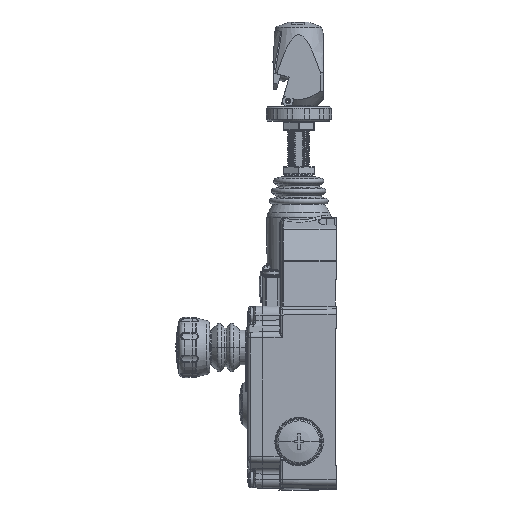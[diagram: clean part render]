
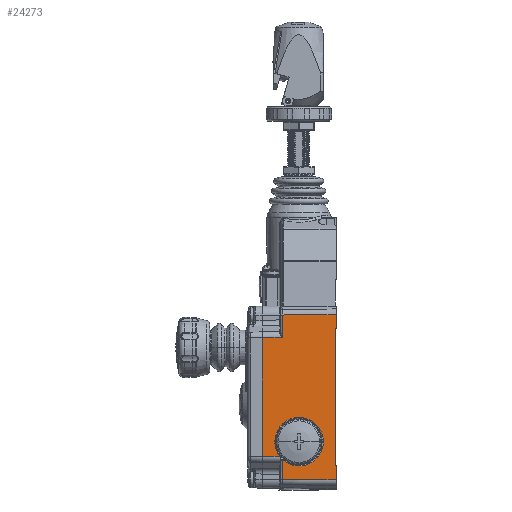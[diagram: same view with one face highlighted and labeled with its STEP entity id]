
A CAD part, left-side view. The second image highlights one B-rep face of the part: STEP entity #24273.
In plain terms, the highlighted planar face has unit normal (-1, 0.018, 0).
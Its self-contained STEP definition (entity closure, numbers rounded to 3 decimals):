
#347=DIRECTION('',(0.,0.,-1.));
#348=VECTOR('',#347,75.2);
#349=CARTESIAN_POINT('',(-41.698,-20.,-12.4));
#350=LINE('',#349,#348);
#5305=CARTESIAN_POINT('',(-41.707,-20.5,-95.388));
#5316=DIRECTION('',(0.,0.,-1.));
#5317=VECTOR('',#5316,7.775);
#5318=CARTESIAN_POINT('',(-41.707,-20.5,-87.613));
#5319=LINE('',#5318,#5317);
#5409=CARTESIAN_POINT('',(-41.707,-20.5,-4.612));
#5453=DIRECTION('',(0.,0.,-1.));
#5454=VECTOR('',#5453,7.775);
#5455=CARTESIAN_POINT('',(-41.707,-20.5,-4.612));
#5456=LINE('',#5455,#5454);
#5903=DIRECTION('',(0.017,1.,-0.026));
#5904=VECTOR('',#5903,0.5);
#5905=CARTESIAN_POINT('',(-41.707,-20.5,-12.387));
#5906=LINE('',#5905,#5904);
#11810=DIRECTION('',(0.,0.,1.));
#11811=VECTOR('',#11810,12.221);
#11812=CARTESIAN_POINT('',(-41.192,9.017,
-17.131));
#11813=LINE('',#11812,#11811);
#11817=DIRECTION('',(0.017,1.,-0.01));
#11818=VECTOR('',#11817,29.523);
#11819=CARTESIAN_POINT('',(-41.707,-20.5,-4.612));
#11820=LINE('',#11819,#11818);
#11824=DIRECTION('',(-0.017,-1.,-0.026));
#11825=VECTOR('',#11824,0.5);
#11826=CARTESIAN_POINT('',(-41.698,-20.,-87.6));
#11827=LINE('',#11826,#11825);
#11831=DIRECTION('',(0.017,1.,0.01));
#11832=VECTOR('',#11831,29.523);
#11833=CARTESIAN_POINT('',(-41.707,-20.5,-95.388));
#11834=LINE('',#11833,#11832);
#11838=DIRECTION('',(0.,0.,1.));
#11839=VECTOR('',#11838,10.986);
#11840=CARTESIAN_POINT('',(-41.192,9.017,
-95.09));
#11841=LINE('',#11840,#11839);
#11845=CARTESIAN_POINT('',(-41.584,-13.448,
-74.449));
#11846=CARTESIAN_POINT('',(-41.584,-13.449,
-75.203));
#11847=CARTESIAN_POINT('',(-41.582,-13.322,
-76.684));
#11848=CARTESIAN_POINT('',(-41.572,-12.766,
-78.853));
#11849=CARTESIAN_POINT('',(-41.556,-11.86,
-80.889));
#11850=CARTESIAN_POINT('',(-41.535,-10.633,
-82.743));
#11851=CARTESIAN_POINT('',(-41.508,-9.116,
-84.368));
#11852=CARTESIAN_POINT('',(-41.477,-7.351,
-85.719));
#11853=CARTESIAN_POINT('',(-41.443,-5.387,
-86.76));
#11854=CARTESIAN_POINT('',(-41.406,-3.277,
-87.46));
#11855=CARTESIAN_POINT('',(-41.368,-1.082,
-87.801));
#11856=CARTESIAN_POINT('',(-41.329,1.139,
-87.772));
#11857=CARTESIAN_POINT('',(-41.291,3.322,
-87.376));
#11858=CARTESIAN_POINT('',(-41.255,5.406,
-86.626));
#11859=CARTESIAN_POINT('',(-41.221,7.342,
-85.535));
#11860=CARTESIAN_POINT('',(-41.201,8.482,
-84.616));
#11861=CARTESIAN_POINT('',(-41.192,9.017,
-84.104));
#11866=CARTESIAN_POINT('',(-41.12,13.134,
-74.449));
#11867=CARTESIAN_POINT('',(-41.12,13.135,
-73.71));
#11868=CARTESIAN_POINT('',(-41.122,13.019,
-72.212));
#11869=CARTESIAN_POINT('',(-41.133,12.381,
-69.78));
#11870=CARTESIAN_POINT('',(-41.152,11.31,
-67.55));
#11871=CARTESIAN_POINT('',(-41.177,9.861,
-65.563));
#11872=CARTESIAN_POINT('',(-41.208,8.06,
-63.867));
#11873=CARTESIAN_POINT('',(-41.245,5.971,
-62.531));
#11874=CARTESIAN_POINT('',(-41.285,3.676,
-61.607));
#11875=CARTESIAN_POINT('',(-41.327,1.245,
-61.122));
#11876=CARTESIAN_POINT('',(-41.371,-1.238,
-61.095));
#11877=CARTESIAN_POINT('',(-41.413,-3.683,
-61.528));
#11878=CARTESIAN_POINT('',(-41.454,-6.007,
-62.406));
#11879=CARTESIAN_POINT('',(-41.491,-8.128,
-63.699));
#11880=CARTESIAN_POINT('',(-41.523,-9.975,
-65.361));
#11881=CARTESIAN_POINT('',(-41.55,-11.482,
-67.335));
#11882=CARTESIAN_POINT('',(-41.569,-12.601,
-69.555));
#11883=CARTESIAN_POINT('',(-41.581,-13.292,
-71.959));
#11884=CARTESIAN_POINT('',(-41.584,-13.449,
-73.607));
#11885=CARTESIAN_POINT('',(-41.584,-13.448,
-74.449));
#11890=CARTESIAN_POINT('',(-41.171,10.176,
-82.845));
#11891=CARTESIAN_POINT('',(-41.163,10.679,
-82.222));
#11892=CARTESIAN_POINT('',(-41.147,11.555,
-80.912));
#11893=CARTESIAN_POINT('',(-41.131,12.515,
-78.713));
#11894=CARTESIAN_POINT('',(-41.121,13.044,
-76.45));
#11895=CARTESIAN_POINT('',(-41.12,13.135,
-75.101));
#11896=CARTESIAN_POINT('',(-41.12,13.134,
-74.449));
#11901=DIRECTION('',(-0.017,-1.,-0.021));
#11902=VECTOR('',#11901,9.827);
#11903=CARTESIAN_POINT('',(-41.,20.,-82.641));
#11904=LINE('',#11903,#11902);
#11908=DIRECTION('',(0.,0.,1.));
#11909=VECTOR('',#11908,65.282);
#11910=CARTESIAN_POINT('',(-41.,20.,-82.641));
#11911=LINE('',#11910,#11909);
#12496=CARTESIAN_POINT('',(-41.,20.,-82.641));
#12510=CARTESIAN_POINT('',(-41.192,9.017,
-17.131));
#12531=DIRECTION('',(0.017,1.,-0.021));
#12532=VECTOR('',#12531,10.987);
#12533=CARTESIAN_POINT('',(-41.192,9.017,
-17.131));
#12534=LINE('',#12533,#12532);
#12538=CARTESIAN_POINT('',(-41.,20.,-17.359));
#12592=CARTESIAN_POINT('',(-41.192,9.017,
-4.91));
#16475=CARTESIAN_POINT('',(-41.698,-20.,-12.4));
#16476=CARTESIAN_POINT('',(-41.698,-20.,-87.6));
#16477=VERTEX_POINT('',#16475);
#16478=VERTEX_POINT('',#16476);
#16483=CARTESIAN_POINT('',(-41.707,-20.5,-12.387));
#16484=VERTEX_POINT('',#16483);
#16487=CARTESIAN_POINT('',(-41.707,-20.5,-87.613));
#16488=VERTEX_POINT('',#16487);
#16517=VERTEX_POINT('',#5305);
#16520=VERTEX_POINT('',#5409);
#16525=VERTEX_POINT('',#12538);
#16528=VERTEX_POINT('',#12496);
#16529=CARTESIAN_POINT('',(-41.171,10.176,
-82.845));
#16530=VERTEX_POINT('',#16529);
#16545=VERTEX_POINT('',#12592);
#16571=CARTESIAN_POINT('',(-41.192,9.017,
-95.09));
#16572=CARTESIAN_POINT('',(-41.192,9.017,
-84.104));
#16573=VERTEX_POINT('',#16571);
#16574=VERTEX_POINT('',#16572);
#16599=VERTEX_POINT('',#12510);
#16734=VERTEX_POINT('',#11866);
#16735=VERTEX_POINT('',#11885);
#24241=CARTESIAN_POINT('',(-41.,20.,-98.631));
#24242=DIRECTION('',(-1.,0.017,0.));
#24243=DIRECTION('',(0.,0.,1.));
#24244=AXIS2_PLACEMENT_3D('',#24241,#24242,#24243);
#24245=PLANE('',#24244);
#24247=ORIENTED_EDGE('',*,*,#24246,.T.);
#24249=ORIENTED_EDGE('',*,*,#24248,.F.);
#24250=ORIENTED_EDGE('',*,*,#18794,.T.);
#24251=ORIENTED_EDGE('',*,*,#19405,.T.);
#24252=ORIENTED_EDGE('',*,*,#16906,.T.);
#24253=ORIENTED_EDGE('',*,*,#19306,.T.);
#24254=ORIENTED_EDGE('',*,*,#18708,.T.);
#24256=ORIENTED_EDGE('',*,*,#24255,.T.);
#24258=ORIENTED_EDGE('',*,*,#24257,.T.);
#24260=ORIENTED_EDGE('',*,*,#24259,.F.);
#24262=ORIENTED_EDGE('',*,*,#24261,.F.);
#24264=ORIENTED_EDGE('',*,*,#24263,.F.);
#24266=ORIENTED_EDGE('',*,*,#24265,.F.);
#24268=ORIENTED_EDGE('',*,*,#24267,.T.);
#24270=ORIENTED_EDGE('',*,*,#24269,.F.);
#24271=EDGE_LOOP('',(#24247,#24249,#24250,#24251,#24252,#24253,#24254,#24256,
#24258,#24260,#24262,#24264,#24266,#24268,#24270));
#24272=FACE_OUTER_BOUND('',#24271,.F.);
#24273=ADVANCED_FACE('',(#24272),#24245,.T.);
#11862=B_SPLINE_CURVE_WITH_KNOTS('',3,(#11845,#11846,#11847,#11848,#11849,
#11850,#11851,#11852,#11853,#11854,#11855,#11856,#11857,#11858,#11859,#11860,
#11861),.UNSPECIFIED.,.F.,.F.,(4,1,1,1,1,1,1,1,1,1,1,1,1,1,4),(0.,
0.071,0.143,0.214,0.286,
0.357,0.429,0.5,0.571,0.643,
0.714,0.786,0.857,0.929,1.),
.UNSPECIFIED.);
#11886=B_SPLINE_CURVE_WITH_KNOTS('',3,(#11866,#11867,#11868,#11869,#11870,
#11871,#11872,#11873,#11874,#11875,#11876,#11877,#11878,#11879,#11880,#11881,
#11882,#11883,#11884,#11885),.UNSPECIFIED.,.F.,.F.,(4,1,1,1,1,1,1,1,1,1,1,1,1,1,
1,1,1,4),(0.,0.059,0.118,0.176,
0.235,0.294,0.353,0.412,
0.471,0.529,0.588,0.647,
0.706,0.765,0.824,0.882,
0.941,1.),.UNSPECIFIED.);
#11897=B_SPLINE_CURVE_WITH_KNOTS('',3,(#11890,#11891,#11892,#11893,#11894,
#11895,#11896),.UNSPECIFIED.,.F.,.F.,(4,1,1,1,4),(0.,0.25,0.5,0.75,
1.),.UNSPECIFIED.);
#16906=EDGE_CURVE('',#16477,#16478,#350,.T.);
#18708=EDGE_CURVE('',#16488,#16517,#5319,.T.);
#18794=EDGE_CURVE('',#16520,#16484,#5456,.T.);
#19306=EDGE_CURVE('',#16478,#16488,#11827,.T.);
#19405=EDGE_CURVE('',#16484,#16477,#5906,.T.);
#24246=EDGE_CURVE('',#16599,#16545,#11813,.T.);
#24248=EDGE_CURVE('',#16520,#16545,#11820,.T.);
#24255=EDGE_CURVE('',#16517,#16573,#11834,.T.);
#24257=EDGE_CURVE('',#16573,#16574,#11841,.T.);
#24259=EDGE_CURVE('',#16735,#16574,#11862,.T.);
#24261=EDGE_CURVE('',#16734,#16735,#11886,.T.);
#24263=EDGE_CURVE('',#16530,#16734,#11897,.T.);
#24265=EDGE_CURVE('',#16528,#16530,#11904,.T.);
#24267=EDGE_CURVE('',#16528,#16525,#11911,.T.);
#24269=EDGE_CURVE('',#16599,#16525,#12534,.T.);
